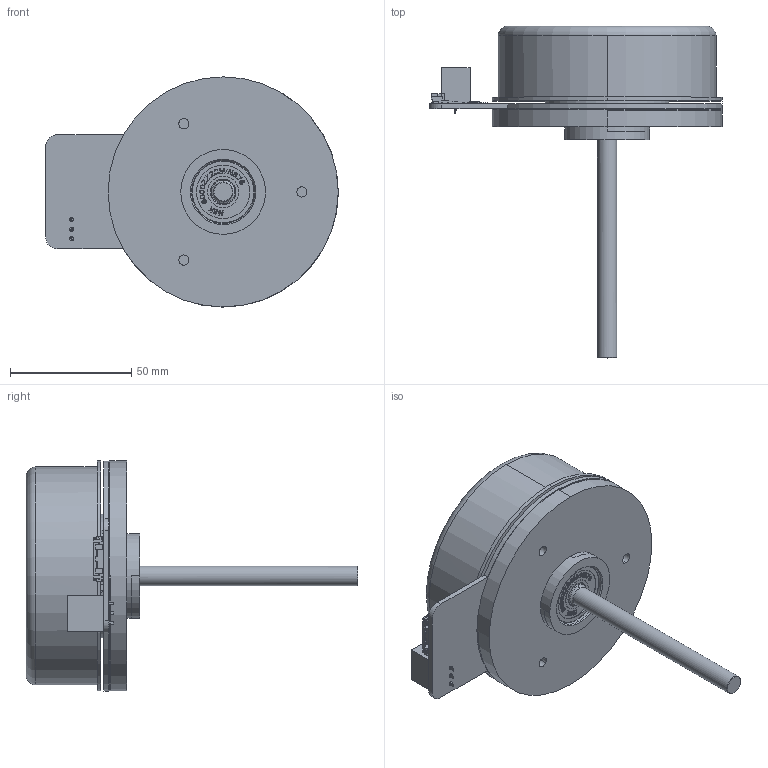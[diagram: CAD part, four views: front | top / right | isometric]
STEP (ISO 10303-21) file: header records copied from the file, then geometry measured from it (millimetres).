
FILE_DESCRIPTION(/* description */ (''),/* implementation_level */ '2;1');
FILE_NAME(/* name */ 'DFA90-E2.stp',/* time_stamp */ '2021-12-07T10:58:29+01:00',/* author */ ('angelika.schneid'),/* organization */ (''),/* preprocessor_version */ 'ST-DEVELOPER v17.2',/* originating_system */ 'Autodesk Inventor 2019',/* authorisation */ '');
FILE_SCHEMA (('AUTOMOTIVE_DESIGN { 1 0 10303 214 3 1 1 }'));
Products named in the file (1): DFA90-E2
Bounding box: 120.91 x 137 x 95.07 mm (x, y, z)
Volume: 272570.4 mm3; surface area: 55023.3 mm2
Topology: 2 solids, 2 shells, 1965 faces, 5368 edges, 3265 vertices
Faces by surface type: plane 1345, cylinder 456, sphere 142, torus 11, bspline 6, cone 5
Full cylindrical faces by diameter (mm): 8 x1
Entity records: 61224 total; most frequent: CARTESIAN_POINT 11323, ORIENTED_EDGE 10564, DIRECTION 10151, EDGE_CURVE 5282, LINE 4251, VECTOR 4251, VERTEX_POINT 3265, AXIS2_PLACEMENT_3D 2950
